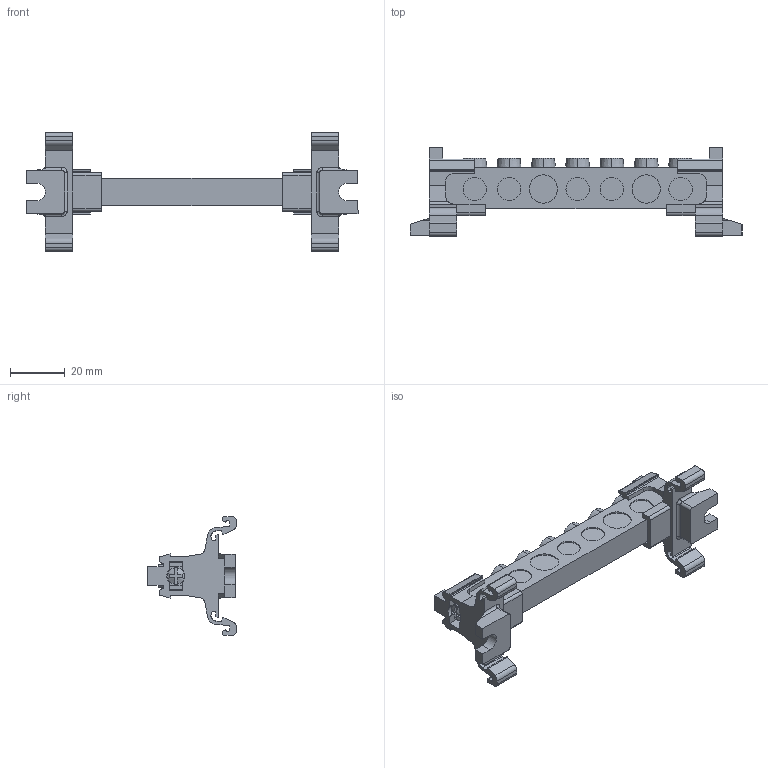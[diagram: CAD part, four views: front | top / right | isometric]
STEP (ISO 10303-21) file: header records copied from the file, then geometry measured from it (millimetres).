
FILE_DESCRIPTION (( 'STEP AP203' ), '1' );
FILE_NAME ('10x15 Tek Kutuplu Daðýtýcý Ünite - 7 Delikli - Kapaksýz.STEP', '2018-12-05T06:39:30', ( '' ), ( '' ), 'SwSTEP 2.0', 'SolidWorks 2011', '' );
FILE_SCHEMA (( 'CONFIG_CONTROL_DESIGN' ));
Length unit declared in the file: millimetre
Products named in the file (1): 10x15 Tek Kutuplu Daðýtýcý Ünite - 7 Delikli - Kapaksýz
Bounding box: 121 x 32.37 x 43.2 mm (x, y, z)
Volume: 24672.7 mm3; surface area: 13875.3 mm2
Topology: 1 solids, 4 shells, 593 faces, 1635 edges, 1067 vertices
Faces by surface type: plane 369, cylinder 170, bspline 40, cone 14
Entity records: 19615 total; most frequent: CARTESIAN_POINT 4393, ORIENTED_EDGE 3270, DIRECTION 3076, EDGE_CURVE 1635, VECTOR 1100, LINE 1100, VERTEX_POINT 1067, AXIS2_PLACEMENT_3D 988
